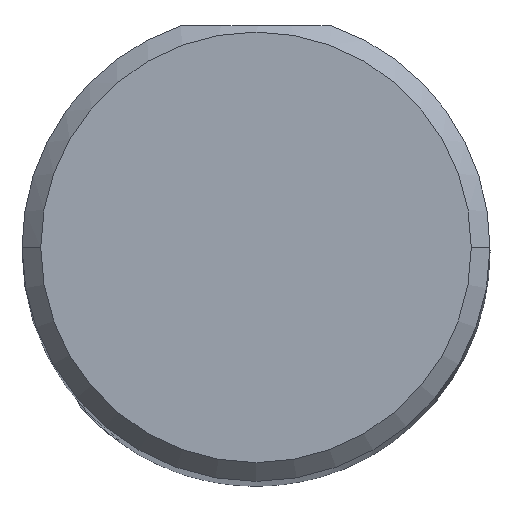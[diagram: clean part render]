
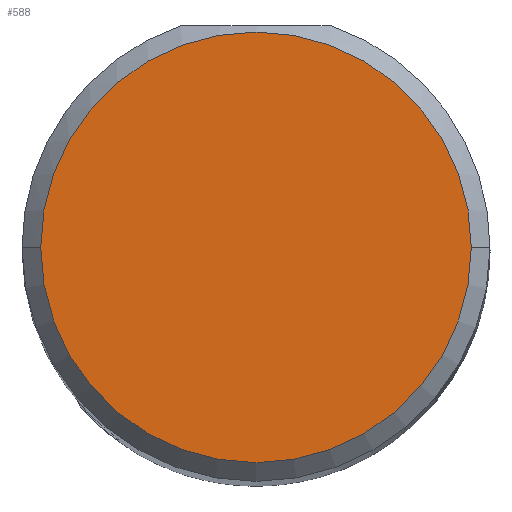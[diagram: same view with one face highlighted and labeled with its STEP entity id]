
A CAD part, top view. The second image highlights one B-rep face of the part: STEP entity #588.
In plain terms, the highlighted planar face has unit normal (0, 0, 1).
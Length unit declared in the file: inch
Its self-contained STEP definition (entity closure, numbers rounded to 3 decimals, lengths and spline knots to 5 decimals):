
#14 = PLANE ( 'NONE',  #290 ) ;
#88 = DIRECTION ( 'NONE',  ( 1., 0., 0. ) ) ;
#143 = CARTESIAN_POINT ( 'NONE',  ( 0., 0., 2.5 ) ) ;
#153 = CIRCLE ( 'NONE', #348, 0.1725 ) ;
#183 = AXIS2_PLACEMENT_3D ( 'NONE', #143, #340, #88 ) ;
#205 = DIRECTION ( 'NONE',  ( 1., 0., 0. ) ) ;
#243 = EDGE_CURVE ( 'NONE', #377, #481, #153, .T. ) ;
#290 = AXIS2_PLACEMENT_3D ( 'NONE', #726, #522, #706 ) ;
#340 = DIRECTION ( 'NONE',  ( 0., 0., 1. ) ) ;
#348 = AXIS2_PLACEMENT_3D ( 'NONE', #455, #514, #205 ) ;
#374 = CARTESIAN_POINT ( 'NONE',  ( 0.1725, 0., 2.5 ) ) ;
#377 = VERTEX_POINT ( 'NONE', #374 ) ;
#455 = CARTESIAN_POINT ( 'NONE',  ( 0., 0., 2.5 ) ) ;
#481 = VERTEX_POINT ( 'NONE', #767 ) ;
#514 = DIRECTION ( 'NONE',  ( 0., 0., 1. ) ) ;
#522 = DIRECTION ( 'NONE',  ( 0., 0., 1. ) ) ;
#527 = CIRCLE ( 'NONE', #183, 0.1725 ) ;
#536 = EDGE_CURVE ( 'NONE', #481, #377, #527, .T. ) ;
#588 = ADVANCED_FACE ( 'NONE', ( #781 ), #14, .T. ) ;
#655 = ORIENTED_EDGE ( 'NONE', *, *, #243, .T. ) ;
#706 = DIRECTION ( 'NONE',  ( 1., 0., 0. ) ) ;
#726 = CARTESIAN_POINT ( 'NONE',  ( 0., 0., 2.5 ) ) ;
#759 = ORIENTED_EDGE ( 'NONE', *, *, #536, .T. ) ;
#767 = CARTESIAN_POINT ( 'NONE',  ( -0.1725, 0., 2.5 ) ) ;
#781 = FACE_OUTER_BOUND ( 'NONE', #824, .T. ) ;
#824 = EDGE_LOOP ( 'NONE', ( #759, #655 ) ) ;
